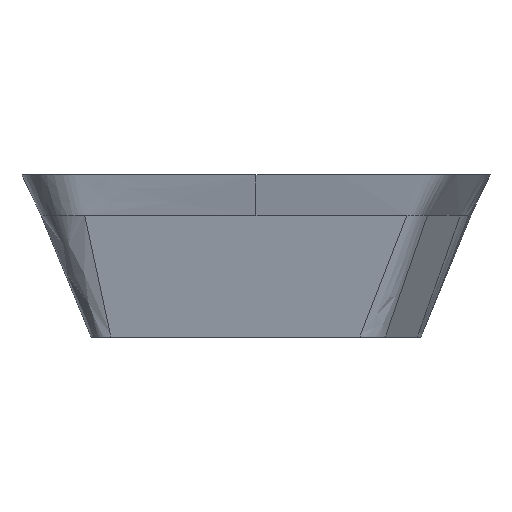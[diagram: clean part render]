
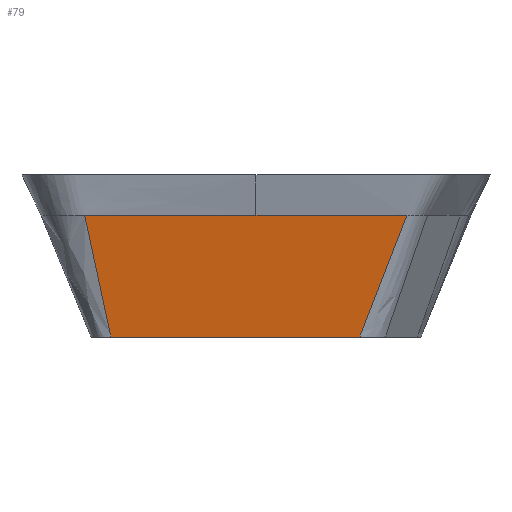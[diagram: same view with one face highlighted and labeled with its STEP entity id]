
A CAD part, front view. The second image highlights one B-rep face of the part: STEP entity #79.
In plain terms, the highlighted free-form (B-spline) face has degree [3, 1] with [4, 2] control points.
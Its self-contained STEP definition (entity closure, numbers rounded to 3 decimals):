
#49=B_SPLINE_SURFACE_WITH_KNOTS('',3,1,((#1473,#1474),(#1475,#1476),(#1477,
#1478),(#1479,#1480)),.UNSPECIFIED.,.F.,.F.,.F.,(4,4),(2,2),(0.,1.),(0.,
1.),.UNSPECIFIED.);
#64=FACE_OUTER_BOUND('',#117,.T.);
#79=ADVANCED_FACE('',(#64),#49,.T.);
#117=EDGE_LOOP('',(#205,#206,#207,#208,#209,#210,#211));
#205=ORIENTED_EDGE('',*,*,#305,.T.);
#206=ORIENTED_EDGE('',*,*,#343,.F.);
#207=ORIENTED_EDGE('',*,*,#344,.F.);
#208=ORIENTED_EDGE('',*,*,#345,.T.);
#209=ORIENTED_EDGE('',*,*,#346,.T.);
#210=ORIENTED_EDGE('',*,*,#341,.T.);
#211=ORIENTED_EDGE('',*,*,#340,.T.);
#259=VERTEX_POINT('',#642);
#260=VERTEX_POINT('',#647);
#285=VERTEX_POINT('',#1267);
#286=VERTEX_POINT('',#1272);
#287=VERTEX_POINT('',#1458);
#288=VERTEX_POINT('',#1463);
#289=VERTEX_POINT('',#1468);
#305=EDGE_CURVE('',#260,#259,#373,.T.);
#340=EDGE_CURVE('',#285,#260,#407,.T.);
#341=EDGE_CURVE('',#286,#285,#408,.T.);
#343=EDGE_CURVE('',#287,#259,#410,.T.);
#344=EDGE_CURVE('',#288,#287,#411,.T.);
#345=EDGE_CURVE('',#288,#289,#412,.T.);
#346=EDGE_CURVE('',#289,#286,#413,.T.);
#373=B_SPLINE_CURVE_WITH_KNOTS('',3,(#643,#644,#645,#646),.UNSPECIFIED.,
 .F.,.F.,(4,4),(0.,1.),.UNSPECIFIED.);
#407=B_SPLINE_CURVE_WITH_KNOTS('',3,(#1257,#1258,#1259,#1260,#1261,#1262,
#1263,#1264,#1265,#1266),.UNSPECIFIED.,.F.,.F.,(4,1,1,1,1,1,1,4),(0.,0.577,
0.615,0.702,0.789,0.875,
0.962,1.),.UNSPECIFIED.);
#408=B_SPLINE_CURVE_WITH_KNOTS('',3,(#1268,#1269,#1270,#1271),
 .UNSPECIFIED.,.F.,.F.,(4,4),(0.,1.),.UNSPECIFIED.);
#410=B_SPLINE_CURVE_WITH_KNOTS('',3,(#1454,#1455,#1456,#1457),
 .UNSPECIFIED.,.F.,.F.,(4,4),(0.,1.),.UNSPECIFIED.);
#411=B_SPLINE_CURVE_WITH_KNOTS('',3,(#1459,#1460,#1461,#1462),
 .UNSPECIFIED.,.F.,.F.,(4,4),(0.,1.),.UNSPECIFIED.);
#412=B_SPLINE_CURVE_WITH_KNOTS('',3,(#1464,#1465,#1466,#1467),
 .UNSPECIFIED.,.F.,.F.,(4,4),(0.,1.),.UNSPECIFIED.);
#413=B_SPLINE_CURVE_WITH_KNOTS('',3,(#1469,#1470,#1471,#1472),
 .UNSPECIFIED.,.F.,.F.,(4,4),(0.,1.),.UNSPECIFIED.);
#642=CARTESIAN_POINT('',(1.533,-1.684,-2.4));
#643=CARTESIAN_POINT('',(-2.147,-1.604,-2.4));
#644=CARTESIAN_POINT('',(-0.92,-1.63,-2.4));
#645=CARTESIAN_POINT('',(0.306,-1.657,-2.4));
#646=CARTESIAN_POINT('',(1.533,-1.684,-2.4));
#647=CARTESIAN_POINT('',(-2.147,-1.604,-2.4));
#1257=CARTESIAN_POINT('',(-2.534,-1.848,-0.6));
#1258=CARTESIAN_POINT('',(-2.405,-1.767,-1.2));
#1259=CARTESIAN_POINT('',(-2.267,-1.68,-1.84));
#1260=CARTESIAN_POINT('',(-2.11,-1.58,-2.57));
#1261=CARTESIAN_POINT('',(-2.062,-1.55,-2.791));
#1262=CARTESIAN_POINT('',(-2.004,-1.514,-3.061));
#1263=CARTESIAN_POINT('',(-1.946,-1.477,-3.332));
#1264=CARTESIAN_POINT('',(-1.898,-1.447,-3.551));
#1265=CARTESIAN_POINT('',(-1.871,-1.43,-3.681));
#1266=CARTESIAN_POINT('',(-1.862,-1.424,-3.72));
#1267=CARTESIAN_POINT('',(-2.161,-1.612,-2.335));
#1268=CARTESIAN_POINT('',(-2.534,-1.848,-0.6));
#1269=CARTESIAN_POINT('',(-2.41,-1.77,-1.178));
#1270=CARTESIAN_POINT('',(-2.285,-1.691,-1.757));
#1271=CARTESIAN_POINT('',(-2.161,-1.612,-2.335));
#1272=CARTESIAN_POINT('',(-2.534,-1.848,-0.6));
#1454=CARTESIAN_POINT('',(2.232,-1.952,-0.6));
#1455=CARTESIAN_POINT('',(1.812,-1.791,-1.681));
#1456=CARTESIAN_POINT('',(1.392,-1.63,-2.761));
#1457=CARTESIAN_POINT('',(0.973,-1.469,-3.842));
#1458=CARTESIAN_POINT('',(1.558,-1.694,-2.335));
#1459=CARTESIAN_POINT('',(2.232,-1.952,-0.6));
#1460=CARTESIAN_POINT('',(2.007,-1.866,-1.178));
#1461=CARTESIAN_POINT('',(1.782,-1.78,-1.757));
#1462=CARTESIAN_POINT('',(1.558,-1.694,-2.335));
#1463=CARTESIAN_POINT('',(2.232,-1.952,-0.6));
#1464=CARTESIAN_POINT('',(2.232,-1.952,-0.6));
#1465=CARTESIAN_POINT('',(1.488,-1.936,-0.6));
#1466=CARTESIAN_POINT('',(0.744,-1.92,-0.6));
#1467=CARTESIAN_POINT('',(0.,-1.903,-0.6));
#1468=CARTESIAN_POINT('',(0.,-1.903,-0.6));
#1469=CARTESIAN_POINT('',(0.,-1.903,-0.6));
#1470=CARTESIAN_POINT('',(-0.845,-1.885,-0.6));
#1471=CARTESIAN_POINT('',(-1.69,-1.867,-0.6));
#1472=CARTESIAN_POINT('',(-2.534,-1.848,-0.6));
#1473=CARTESIAN_POINT('',(-5.016,-1.33,-3.9));
#1474=CARTESIAN_POINT('',(-5.03,-1.958,0.571));
#1475=CARTESIAN_POINT('',(-2.392,-1.387,-3.9));
#1476=CARTESIAN_POINT('',(-2.406,-2.016,0.571));
#1477=CARTESIAN_POINT('',(0.232,-1.445,-3.9));
#1478=CARTESIAN_POINT('',(0.219,-2.073,0.571));
#1479=CARTESIAN_POINT('',(2.857,-1.502,-3.9));
#1480=CARTESIAN_POINT('',(2.843,-2.13,0.571));
